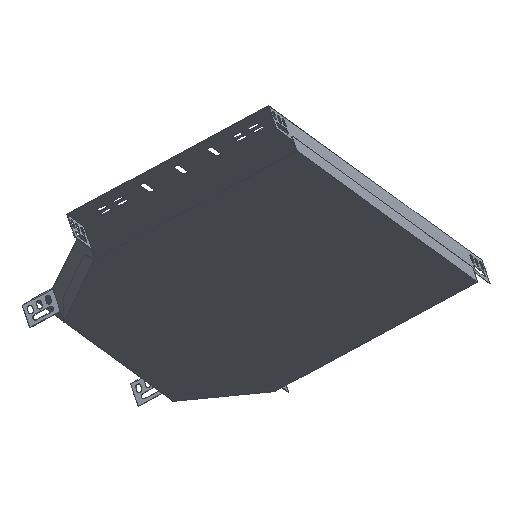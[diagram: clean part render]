
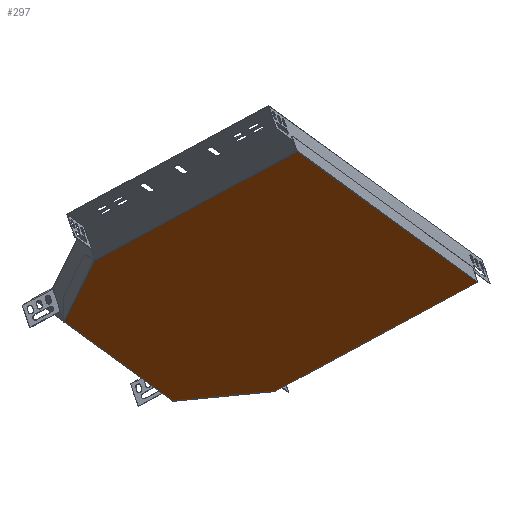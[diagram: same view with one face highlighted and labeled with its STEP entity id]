
A CAD part, front view. The second image highlights one B-rep face of the part: STEP entity #297.
In plain terms, the highlighted planar face has unit normal (0.283, -0.485, -0.827).
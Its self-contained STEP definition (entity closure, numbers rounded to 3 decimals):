
#297 = ADVANCED_FACE ( 'NONE', ( #5695 ), #6029, .F. ) ;
#319 = DIRECTION ( 'NONE',  ( 0.276, -0.785, 0.555 ) ) ;
#392 = DIRECTION ( 'NONE',  ( -0.845, 0.283, -0.455 ) ) ;
#650 = CARTESIAN_POINT ( 'NONE',  ( -152.071, -61.913, -9.223 ) ) ;
#1093 = AXIS2_PLACEMENT_3D ( 'NONE', #8959, #6730, #2036 ) ;
#1159 = CARTESIAN_POINT ( 'NONE',  ( -191.048, 49.097, -87.692 ) ) ;
#1504 = CARTESIAN_POINT ( 'NONE',  ( -54.647, 299.033, -187.717 ) ) ;
#2036 = DIRECTION ( 'NONE',  ( -0.455, -0.827, 0.33 ) ) ;
#2340 = CARTESIAN_POINT ( 'NONE',  ( 75.664, 352.374, -174.461 ) ) ;
#2341 = EDGE_CURVE ( 'NONE', #6261, #6293, #7905, .T. ) ;
#2353 = EDGE_CURVE ( 'NONE', #6261, #6389, #7959, .T. ) ;
#2355 = EDGE_CURVE ( 'NONE', #6389, #6076, #7859, .T. ) ;
#2359 = EDGE_CURVE ( 'NONE', #6135, #9855, #7824, .T. ) ;
#2373 = EDGE_CURVE ( 'NONE', #6407, #5959, #7880, .T. ) ;
#2375 = EDGE_CURVE ( 'NONE', #6180, #6407, #7814, .T. ) ;
#2377 = EDGE_CURVE ( 'NONE', #6180, #6218, #7750, .T. ) ;
#2389 = EDGE_CURVE ( 'NONE', #6293, #6218, #7679, .T. ) ;
#2424 = EDGE_CURVE ( 'NONE', #6135, #6076, #7554, .T. ) ;
#2455 = EDGE_CURVE ( 'NONE', #5959, #9855, #7462, .T. ) ;
#2811 = CARTESIAN_POINT ( 'NONE',  ( 75.499, 352.845, -174.794 ) ) ;
#3554 = CARTESIAN_POINT ( 'NONE',  ( -152.622, -62.144, -9.276 ) ) ;
#3594 = CARTESIAN_POINT ( 'NONE',  ( -55.687, 298.598, -187.817 ) ) ;
#3688 = CARTESIAN_POINT ( 'NONE',  ( 75.664, 352.374, -174.461 ) ) ;
#4103 = EDGE_LOOP ( 'NONE', ( #8763, #8784, #8907, #8925, #9025, #9065, #9157, #9177, #9220, #9297 ) ) ;
#4341 = DIRECTION ( 'NONE',  ( 0.276, -0.785, 0.555 ) ) ;
#4375 = DIRECTION ( 'NONE',  ( 0.919, 0.385, 0.088 ) ) ;
#5134 = CARTESIAN_POINT ( 'NONE',  ( -192.646, 49.447, -88.443 ) ) ;
#5310 = DIRECTION ( 'NONE',  ( 0.845, -0.283, 0.455 ) ) ;
#5582 = CARTESIAN_POINT ( 'NONE',  ( -192.334, 48.558, -87.815 ) ) ;
#5626 = CARTESIAN_POINT ( 'NONE',  ( 75.278, 353.473, -175.238 ) ) ;
#5695 = FACE_OUTER_BOUND ( 'NONE', #4103, .T. ) ;
#5959 = VERTEX_POINT ( 'NONE', #2340 ) ;
#6003 = CARTESIAN_POINT ( 'NONE',  ( 102.12, -148.159, 128.301 ) ) ;
#6029 = PLANE ( 'NONE',  #1093 ) ;
#6076 = VERTEX_POINT ( 'NONE', #650 ) ;
#6135 = VERTEX_POINT ( 'NONE', #6999 ) ;
#6180 = VERTEX_POINT ( 'NONE', #1504 ) ;
#6218 = VERTEX_POINT ( 'NONE', #10043 ) ;
#6261 = VERTEX_POINT ( 'NONE', #5582 ) ;
#6293 = VERTEX_POINT ( 'NONE', #6363 ) ;
#6363 = CARTESIAN_POINT ( 'NONE',  ( -191.048, 49.097, -87.692 ) ) ;
#6389 = VERTEX_POINT ( 'NONE', #8565 ) ;
#6407 = VERTEX_POINT ( 'NONE', #5626 ) ;
#6675 = CARTESIAN_POINT ( 'NONE',  ( -191.599, 48.866, -87.745 ) ) ;
#6706 = DIRECTION ( 'NONE',  ( 0.455, 0.827, -0.33 ) ) ;
#6730 = DIRECTION ( 'NONE',  ( -0.283, 0.485, 0.827 ) ) ;
#6994 = CARTESIAN_POINT ( 'NONE',  ( 330.369, 267.064, -37.311 ) ) ;
#6999 = CARTESIAN_POINT ( 'NONE',  ( 102.634, -147.223, 127.928 ) ) ;
#7359 = DIRECTION ( 'NONE',  ( 0.919, 0.385, 0.088 ) ) ;
#7462 = LINE ( 'NONE', #3688, #7503 ) ;
#7503 = VECTOR ( 'NONE', #5310, 1000. ) ;
#7513 = VECTOR ( 'NONE', #392, 1000. ) ;
#7554 = LINE ( 'NONE', #9790, #7513 ) ;
#7668 = VECTOR ( 'NONE', #8215, 1000. ) ;
#7679 = LINE ( 'NONE', #1159, #7668 ) ;
#7712 = VECTOR ( 'NONE', #319, 1000. ) ;
#7737 = VECTOR ( 'NONE', #4375, 1000. ) ;
#7750 = LINE ( 'NONE', #9730, #7712 ) ;
#7764 = VECTOR ( 'NONE', #8182, 1000. ) ;
#7802 = VECTOR ( 'NONE', #6706, 1000. ) ;
#7814 = LINE ( 'NONE', #3594, #7737 ) ;
#7824 = LINE ( 'NONE', #6003, #7802 ) ;
#7837 = VECTOR ( 'NONE', #4341, 1000. ) ;
#7847 = VECTOR ( 'NONE', #9699, 1000. ) ;
#7859 = LINE ( 'NONE', #3554, #7847 ) ;
#7869 = VECTOR ( 'NONE', #7359, 1000. ) ;
#7880 = LINE ( 'NONE', #2811, #7764 ) ;
#7905 = LINE ( 'NONE', #6675, #7869 ) ;
#7959 = LINE ( 'NONE', #5134, #7837 ) ;
#8182 = DIRECTION ( 'NONE',  ( 0.276, -0.785, 0.555 ) ) ;
#8215 = DIRECTION ( 'NONE',  ( 0.455, 0.827, -0.33 ) ) ;
#8565 = CARTESIAN_POINT ( 'NONE',  ( -153.357, -62.452, -9.346 ) ) ;
#8763 = ORIENTED_EDGE ( 'NONE', *, *, #2389, .T. ) ;
#8784 = ORIENTED_EDGE ( 'NONE', *, *, #2377, .F. ) ;
#8907 = ORIENTED_EDGE ( 'NONE', *, *, #2375, .T. ) ;
#8925 = ORIENTED_EDGE ( 'NONE', *, *, #2373, .T. ) ;
#8959 = CARTESIAN_POINT ( 'NONE',  ( -249.669, 216.058, -205.709 ) ) ;
#9025 = ORIENTED_EDGE ( 'NONE', *, *, #2455, .T. ) ;
#9065 = ORIENTED_EDGE ( 'NONE', *, *, #2359, .F. ) ;
#9157 = ORIENTED_EDGE ( 'NONE', *, *, #2424, .T. ) ;
#9177 = ORIENTED_EDGE ( 'NONE', *, *, #2355, .F. ) ;
#9220 = ORIENTED_EDGE ( 'NONE', *, *, #2353, .F. ) ;
#9297 = ORIENTED_EDGE ( 'NONE', *, *, #2341, .T. ) ;
#9699 = DIRECTION ( 'NONE',  ( 0.919, 0.385, 0.088 ) ) ;
#9730 = CARTESIAN_POINT ( 'NONE',  ( -54.427, 298.405, -187.273 ) ) ;
#9790 = CARTESIAN_POINT ( 'NONE',  ( 101.958, -146.997, 127.564 ) ) ;
#9855 = VERTEX_POINT ( 'NONE', #6994 ) ;
#10043 = CARTESIAN_POINT ( 'NONE',  ( -54.261, 297.934, -186.94 ) ) ;
